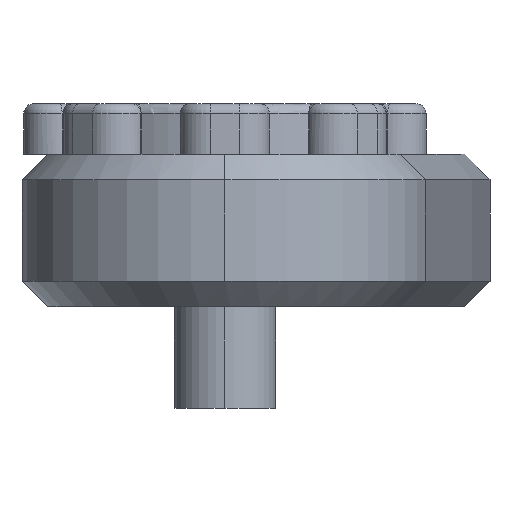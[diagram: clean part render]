
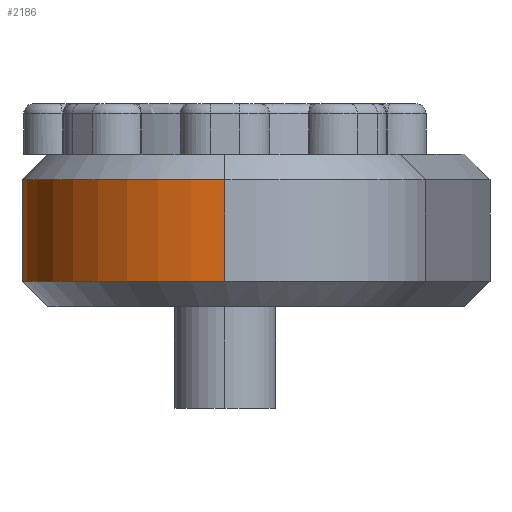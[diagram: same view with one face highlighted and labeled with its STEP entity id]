
A CAD part, left-side view. The second image highlights one B-rep face of the part: STEP entity #2186.
In plain terms, the highlighted cylindrical face has radius 20 mm (diameter 40 mm), a partial arc.
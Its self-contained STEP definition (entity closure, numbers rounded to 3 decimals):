
#124 = VERTEX_POINT ( 'NONE', #2922 ) ;
#142 = ORIENTED_EDGE ( 'NONE', *, *, #1444, .F. ) ;
#179 = VERTEX_POINT ( 'NONE', #1946 ) ;
#271 = CARTESIAN_POINT ( 'NONE',  ( -105., 0., 7.5 ) ) ;
#294 = DIRECTION ( 'NONE',  ( 0., 0., -1. ) ) ;
#302 = CARTESIAN_POINT ( 'NONE',  ( -82.747, 19.873, 7.5 ) ) ;
#411 = DIRECTION ( 'NONE',  ( -1., 0., 0. ) ) ;
#432 = VERTEX_POINT ( 'NONE', #3062 ) ;
#677 = AXIS2_PLACEMENT_3D ( 'NONE', #699, #1369, #3325 ) ;
#681 = EDGE_CURVE ( 'NONE', #785, #124, #2148, .T. ) ;
#699 = CARTESIAN_POINT ( 'NONE',  ( -85., 0., 5. ) ) ;
#709 = ORIENTED_EDGE ( 'NONE', *, *, #2398, .T. ) ;
#727 = FACE_OUTER_BOUND ( 'NONE', #3590, .T. ) ;
#785 = VERTEX_POINT ( 'NONE', #3345 ) ;
#794 = VECTOR ( 'NONE', #976, 1000. ) ;
#872 = EDGE_CURVE ( 'NONE', #179, #432, #3512, .T. ) ;
#976 = DIRECTION ( 'NONE',  ( 0., 0., -1. ) ) ;
#1198 = CARTESIAN_POINT ( 'NONE',  ( -85., 0., -5. ) ) ;
#1369 = DIRECTION ( 'NONE',  ( 0., 0., -1. ) ) ;
#1444 = EDGE_CURVE ( 'NONE', #785, #432, #2227, .T. ) ;
#1592 = DIRECTION ( 'NONE',  ( 0., 0., 1. ) ) ;
#1946 = CARTESIAN_POINT ( 'NONE',  ( -82.747, 19.873, -5. ) ) ;
#2066 = CYLINDRICAL_SURFACE ( 'NONE', #3883, 20. ) ;
#2147 = ORIENTED_EDGE ( 'NONE', *, *, #681, .T. ) ;
#2148 = CIRCLE ( 'NONE', #677, 20. ) ;
#2168 = AXIS2_PLACEMENT_3D ( 'NONE', #1198, #1592, #2550 ) ;
#2186 = ADVANCED_FACE ( 'NONE', ( #727 ), #2066, .T. ) ;
#2227 = LINE ( 'NONE', #271, #3723 ) ;
#2398 = EDGE_CURVE ( 'NONE', #124, #179, #3227, .T. ) ;
#2550 = DIRECTION ( 'NONE',  ( 1., 0., 0. ) ) ;
#2922 = CARTESIAN_POINT ( 'NONE',  ( -82.747, 19.873, 5. ) ) ;
#3062 = CARTESIAN_POINT ( 'NONE',  ( -105., 0., -5. ) ) ;
#3227 = LINE ( 'NONE', #302, #794 ) ;
#3293 = DIRECTION ( 'NONE',  ( 0., 0., -1. ) ) ;
#3325 = DIRECTION ( 'NONE',  ( 1., 0., 0. ) ) ;
#3345 = CARTESIAN_POINT ( 'NONE',  ( -105., 0., 5. ) ) ;
#3352 = CARTESIAN_POINT ( 'NONE',  ( -85., 0., 7.5 ) ) ;
#3512 = CIRCLE ( 'NONE', #2168, 20. ) ;
#3590 = EDGE_LOOP ( 'NONE', ( #142, #2147, #709, #3919 ) ) ;
#3723 = VECTOR ( 'NONE', #294, 1000. ) ;
#3883 = AXIS2_PLACEMENT_3D ( 'NONE', #3352, #3293, #411 ) ;
#3919 = ORIENTED_EDGE ( 'NONE', *, *, #872, .T. ) ;
